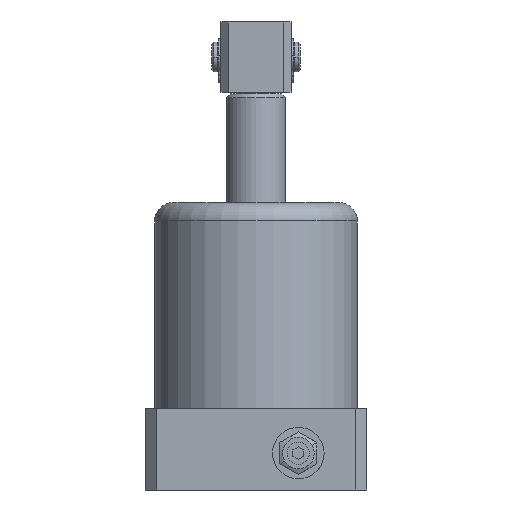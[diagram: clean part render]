
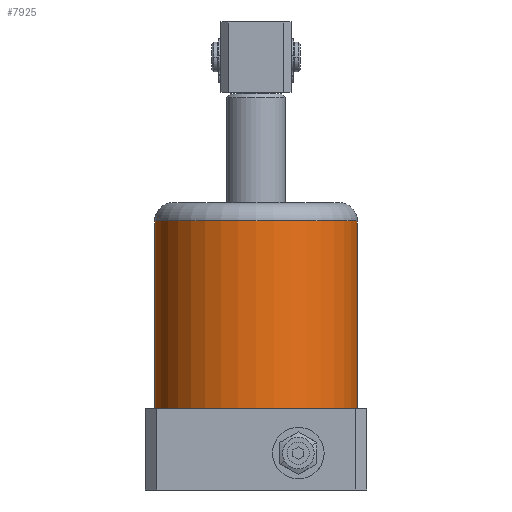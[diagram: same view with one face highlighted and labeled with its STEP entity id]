
A CAD part, front view. The second image highlights one B-rep face of the part: STEP entity #7925.
In plain terms, the highlighted cylindrical face has radius 27.5 mm (diameter 55 mm), a partial arc.
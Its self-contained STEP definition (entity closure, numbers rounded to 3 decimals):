
#20 = CARTESIAN_POINT ( 'NONE',  ( -27.5, 0., 22. ) ) ;
#35 = CARTESIAN_POINT ( 'NONE',  ( 27.5, 0., 22. ) ) ;
#58 = CARTESIAN_POINT ( 'NONE',  ( 27.5, 0., 73. ) ) ;
#865 = DIRECTION ( 'NONE',  ( 0., 0., -1. ) ) ;
#869 = CARTESIAN_POINT ( 'NONE',  ( -27.5, 0., 78. ) ) ;
#870 = CARTESIAN_POINT ( 'NONE',  ( 27.5, 0., 78. ) ) ;
#871 = DIRECTION ( 'NONE',  ( 0., 0., -1. ) ) ;
#1066 = CARTESIAN_POINT ( 'NONE',  ( 0., 0., 22. ) ) ;
#1067 = DIRECTION ( 'NONE',  ( 0., 0., 1. ) ) ;
#1068 = DIRECTION ( 'NONE',  ( -1., 0., 0. ) ) ;
#1574 = VECTOR ( 'NONE', #871, 1000. ) ;
#1576 = LINE ( 'NONE', #870, #1574 ) ;
#1577 = VECTOR ( 'NONE', #865, 1000. ) ;
#1579 = LINE ( 'NONE', #869, #1577 ) ;
#2374 = CYLINDRICAL_SURFACE ( 'NONE', #3976, 27.5 ) ;
#2524 = ORIENTED_EDGE ( 'NONE', *, *, #7438, .F. ) ;
#2525 = ORIENTED_EDGE ( 'NONE', *, *, #4619, .T. ) ;
#2526 = ORIENTED_EDGE ( 'NONE', *, *, #7436, .T. ) ;
#2527 = ORIENTED_EDGE ( 'NONE', *, *, #7746, .T. ) ;
#2703 = EDGE_LOOP ( 'NONE', ( #2524, #2525, #2526, #2527 ) ) ;
#2837 = FACE_OUTER_BOUND ( 'NONE', #2703, .T. ) ;
#3082 = CARTESIAN_POINT ( 'NONE',  ( -27.5, 0., 73. ) ) ;
#3619 = DIRECTION ( 'NONE',  ( 1., 0., 0. ) ) ;
#3620 = DIRECTION ( 'NONE',  ( 0., 0., -1. ) ) ;
#3622 = CARTESIAN_POINT ( 'NONE',  ( 0., 0., 73. ) ) ;
#3813 = AXIS2_PLACEMENT_3D ( 'NONE', #3622, #3620, #3619 ) ;
#3901 = AXIS2_PLACEMENT_3D ( 'NONE', #1066, #1067, #1068 ) ;
#3976 = AXIS2_PLACEMENT_3D ( 'NONE', #5759, #5758, #5754 ) ;
#4619 = EDGE_CURVE ( 'NONE', #6836, #4721, #7675, .T. ) ;
#4721 = VERTEX_POINT ( 'NONE', #3082 ) ;
#5754 = DIRECTION ( 'NONE',  ( -1., 0., 0. ) ) ;
#5758 = DIRECTION ( 'NONE',  ( 0., 0., -1. ) ) ;
#5759 = CARTESIAN_POINT ( 'NONE',  ( 0., 0., 78. ) ) ;
#6836 = VERTEX_POINT ( 'NONE', #58 ) ;
#6859 = VERTEX_POINT ( 'NONE', #35 ) ;
#6874 = VERTEX_POINT ( 'NONE', #20 ) ;
#7264 = CIRCLE ( 'NONE', #3901, 27.5 ) ;
#7436 = EDGE_CURVE ( 'NONE', #4721, #6874, #1579, .T. ) ;
#7438 = EDGE_CURVE ( 'NONE', #6836, #6859, #1576, .T. ) ;
#7675 = CIRCLE ( 'NONE', #3813, 27.5 ) ;
#7746 = EDGE_CURVE ( 'NONE', #6874, #6859, #7264, .T. ) ;
#7925 = ADVANCED_FACE ( 'NONE', ( #2837 ), #2374, .T. ) ;
